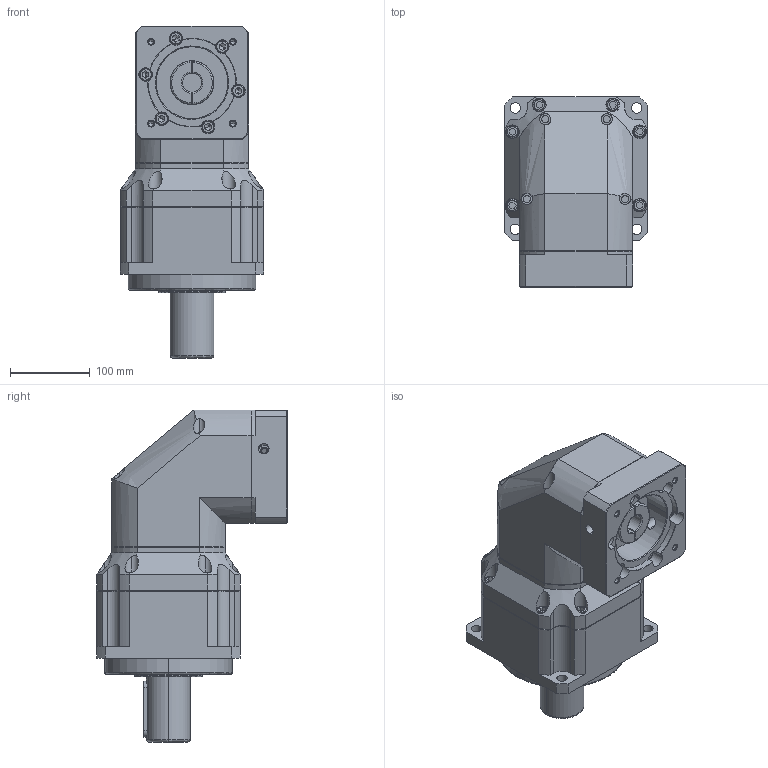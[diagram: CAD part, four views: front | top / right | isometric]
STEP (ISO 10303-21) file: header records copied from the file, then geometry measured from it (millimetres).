
FILE_DESCRIPTION (( 'STEP AP214' ), '1' );
FILE_NAME ('SBL180-L2-24-110-145M8.STEP', '2022-01-14T03:23:15', ( 'admin' ), ( '' ), 'SwSTEP 2.0', 'SolidWorks 2013', '' );
FILE_SCHEMA (( 'AUTOMOTIVE_DESIGN' ));
Length unit declared in the file: millimetre
Products named in the file (8): SBL142_X2_58F34F53_X0_-24_X2_53CC8FB9_X0_; _X2_53CC8FB97EC488C5_X0_; ABR142_X2_8F9351656CD55170_X0_-_X2_03C6_X0_110-_X2_03C6_X0_145M8-28_X2_5B54_X0_ - _X2_526F672C_X0_; ABR142_X2_8F9351658F74_X0_22; _X2_87BA9489_X0_ GB_T 70.1 M10 x 40; SB180_X2_8F9351FA7AEF_X0_; SB180-_X2_4E007EA79F7F5708_X0_; SBL180-L2-24-110-145M8
Assembly tree (12 placements, depth 3):
  SBL180-L2-24-110-145M8
    SB180-_X2_4E007EA79F7F5708_X0_
    SB180_X2_8F9351FA7AEF_X0_
    _X2_87BA9489_X0_ GB_T 70.1 M10 x 40  x6
    _X2_53CC8FB97EC488C5_X0_
      ABR142_X2_8F9351658F74_X0_22
      ABR142_X2_8F9351656CD55170_X0_-_X2_03C6_X0_110-_X2_03C6_X0_145M8-28_X2_5B54_X0_ - _X2_526F672C_X0_
    SBL142_X2_58F34F53_X0_-24_X2_53CC8FB9_X0_
Bounding box: 180 x 239 x 415.9 mm (x, y, z)
Volume: 8275502.3 mm3; surface area: 554499.2 mm2
Topology: 14 solids, 14 shells, 787 faces, 1938 edges, 1209 vertices
Faces by surface type: plane 301, cylinder 293, cone 129, bspline 64
Entity records: 34877 total; most frequent: CARTESIAN_POINT 11330, ORIENTED_EDGE 3300, DIRECTION 3222, EDGE_CURVE 1650, AXIS2_PLACEMENT_3D 1233, VERTEX_POINT 1044, EDGE_LOOP 786, LINE 756
